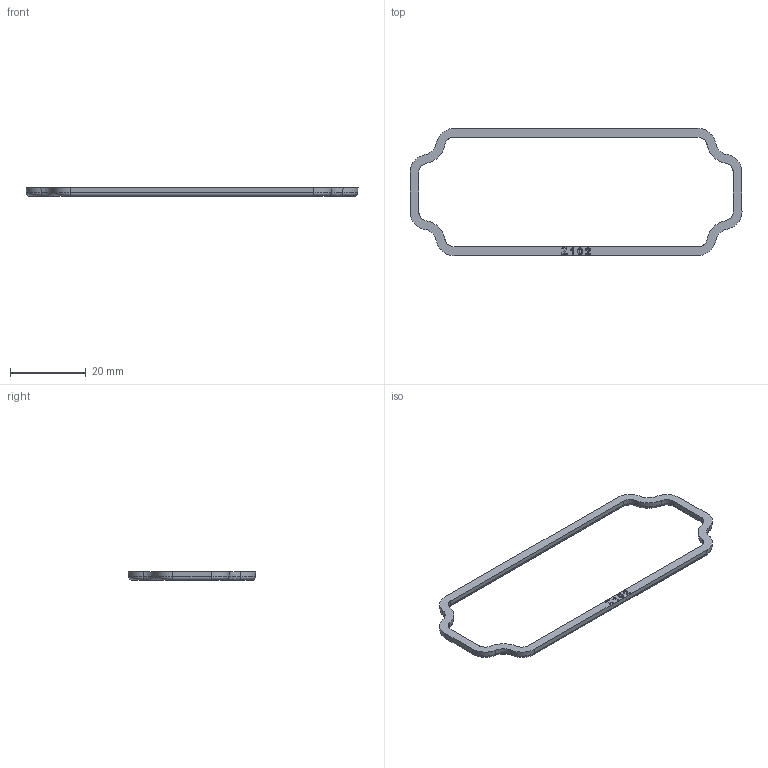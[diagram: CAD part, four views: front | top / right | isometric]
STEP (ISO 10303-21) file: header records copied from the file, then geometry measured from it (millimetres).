
FILE_DESCRIPTION (( 'STEP AP203' ), '1' );
FILE_NAME ('1550Z102GASKET.step', '2020-11-17T19:53:04', ( 'ADC123' ), ( 'Microsoft' ), 'SwSTEP 2.0', 'SolidWorks 2019', '' );
FILE_SCHEMA (( 'CONFIG_CONTROL_DESIGN' ));
Length unit declared in the file: inch
Products named in the file (1): 1550Z102GASKET
Bounding box: 87.6 x 33.6 x 2.35 mm (x, y, z)
Volume: 955.8 mm3; surface area: 1733.4 mm2
Topology: 1 solids, 1 shells, 123 faces, 316 edges, 200 vertices
Faces by surface type: bspline 82, plane 25, cone 8, cylinder 8
Entity records: 7848 total; most frequent: CARTESIAN_POINT 5436, ORIENTED_EDGE 632, EDGE_CURVE 316, DIRECTION 245, VERTEX_POINT 200, B_SPLINE_CURVE_WITH_KNOTS 138, EDGE_LOOP 130, FACE_OUTER_BOUND 123
